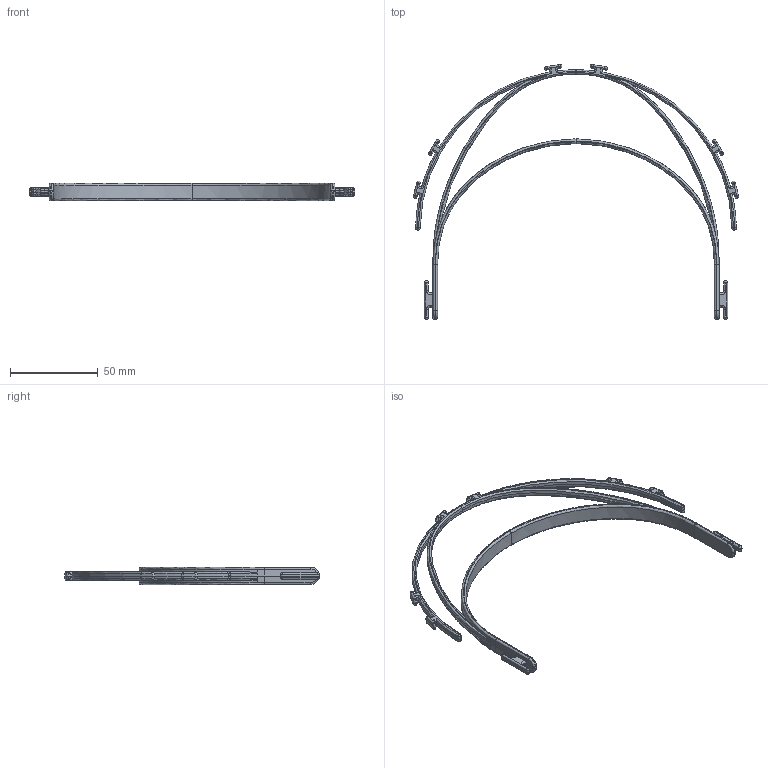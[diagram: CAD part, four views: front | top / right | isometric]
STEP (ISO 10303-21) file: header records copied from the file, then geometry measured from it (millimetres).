
FILE_DESCRIPTION(/* description */ (''),/* implementation_level */ '2;1');
FILE_NAME(/* name */ 'PNWS B IM.step',/* time_stamp */ '2020-04-10T22:15:39-07:00',/* author */ (''),/* organization */ (''),/* preprocessor_version */ 'ST-DEVELOPER v18',/* originating_system */ 'Autodesk Translation Framework v8.12.0.6',/* authorisation */ '');
FILE_SCHEMA (('AUTOMOTIVE_DESIGN { 1 0 10303 214 3 1 1 }'));
Length unit declared in the file: millimetre
Products named in the file (1): PNWS B IM
Bounding box: 185.21 x 144.93 x 10 mm (x, y, z)
Volume: 14201.9 mm3; surface area: 14397.2 mm2
Topology: 2 solids, 2 shells, 484 faces, 1084 edges, 602 vertices
Faces by surface type: cylinder 170, plane 132, bspline 66, sphere 48, cone 36, torus 32
Entity records: 16958 total; most frequent: CARTESIAN_POINT 6751, ORIENTED_EDGE 2164, DIRECTION 2064, EDGE_CURVE 1082, AXIS2_PLACEMENT_3D 789, VERTEX_POINT 602, LINE 486, VECTOR 486
